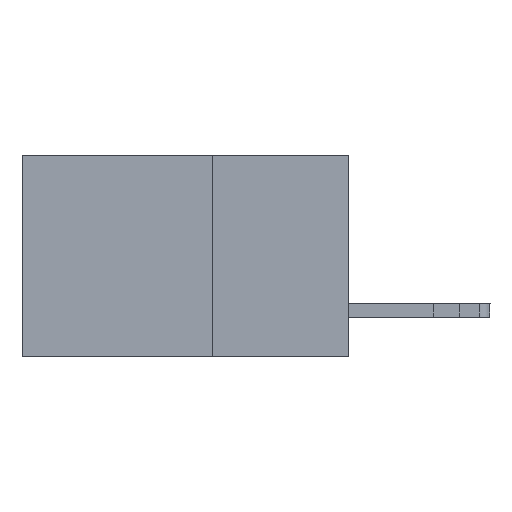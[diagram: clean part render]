
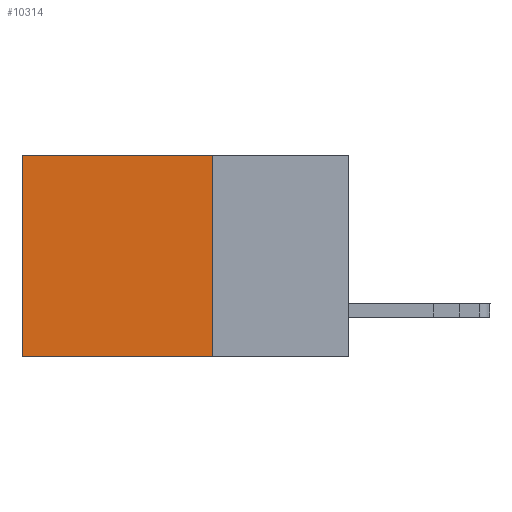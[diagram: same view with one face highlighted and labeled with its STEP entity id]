
A CAD part, left-side view. The second image highlights one B-rep face of the part: STEP entity #10314.
In plain terms, the highlighted planar face has unit normal (-1, 0, 0).
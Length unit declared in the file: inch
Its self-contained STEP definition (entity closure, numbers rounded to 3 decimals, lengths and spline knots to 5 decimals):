
#14 = ORIENTED_EDGE ( 'NONE', *, *, #7092, .F. ) ;
#147 = CARTESIAN_POINT ( 'NONE',  ( 0.298, 0.25, 0. ) ) ;
#1517 = PLANE ( 'NONE',  #6424 ) ;
#1552 = EDGE_LOOP ( 'NONE', ( #8371, #14, #10016, #2273 ) ) ;
#1628 = CARTESIAN_POINT ( 'NONE',  ( 0.298, 0.25, -0.37 ) ) ;
#1631 = CARTESIAN_POINT ( 'NONE',  ( 0.298, 0.25, 0. ) ) ;
#1679 = CARTESIAN_POINT ( 'NONE',  ( 0.298, 0.6, 0. ) ) ;
#1781 = VECTOR ( 'NONE', #4956, 39.37008 ) ;
#1913 = EDGE_CURVE ( 'NONE', #2731, #8169, #8826, .T. ) ;
#2273 = ORIENTED_EDGE ( 'NONE', *, *, #11393, .T. ) ;
#2392 = DIRECTION ( 'NONE',  ( 0., 0., -1. ) ) ;
#2437 = CARTESIAN_POINT ( 'NONE',  ( 0.298, 0.6, 0. ) ) ;
#2594 = CARTESIAN_POINT ( 'NONE',  ( 0.298, 0.25, 0. ) ) ;
#2613 = LINE ( 'NONE', #1679, #7752 ) ;
#2731 = VERTEX_POINT ( 'NONE', #147 ) ;
#3430 = VECTOR ( 'NONE', #11041, 39.37008 ) ;
#3849 = CARTESIAN_POINT ( 'NONE',  ( 0.298, 0.25, 0. ) ) ;
#4057 = CARTESIAN_POINT ( 'NONE',  ( 0.298, 0.6, -0.37 ) ) ;
#4255 = VECTOR ( 'NONE', #9923, 39.37008 ) ;
#4956 = DIRECTION ( 'NONE',  ( 0., 1., 0. ) ) ;
#5452 = VERTEX_POINT ( 'NONE', #4057 ) ;
#6159 = DIRECTION ( 'NONE',  ( 0., 0., -1. ) ) ;
#6424 = AXIS2_PLACEMENT_3D ( 'NONE', #1631, #8794, #2392 ) ;
#6941 = EDGE_CURVE ( 'NONE', #10792, #5452, #2613, .T. ) ;
#7092 = EDGE_CURVE ( 'NONE', #8169, #5452, #7441, .T. ) ;
#7441 = LINE ( 'NONE', #8380, #3430 ) ;
#7752 = VECTOR ( 'NONE', #6159, 39.37008 ) ;
#8169 = VERTEX_POINT ( 'NONE', #1628 ) ;
#8371 = ORIENTED_EDGE ( 'NONE', *, *, #6941, .T. ) ;
#8380 = CARTESIAN_POINT ( 'NONE',  ( 0.298, 0.25, -0.37 ) ) ;
#8686 = FACE_OUTER_BOUND ( 'NONE', #1552, .T. ) ;
#8794 = DIRECTION ( 'NONE',  ( 1., 0., 0. ) ) ;
#8826 = LINE ( 'NONE', #2594, #4255 ) ;
#9269 = LINE ( 'NONE', #3849, #1781 ) ;
#9923 = DIRECTION ( 'NONE',  ( 0., 0., -1. ) ) ;
#10016 = ORIENTED_EDGE ( 'NONE', *, *, #1913, .F. ) ;
#10314 = ADVANCED_FACE ( 'NONE', ( #8686 ), #1517, .F. ) ;
#10792 = VERTEX_POINT ( 'NONE', #2437 ) ;
#11041 = DIRECTION ( 'NONE',  ( 0., 1., 0. ) ) ;
#11393 = EDGE_CURVE ( 'NONE', #2731, #10792, #9269, .T. ) ;
